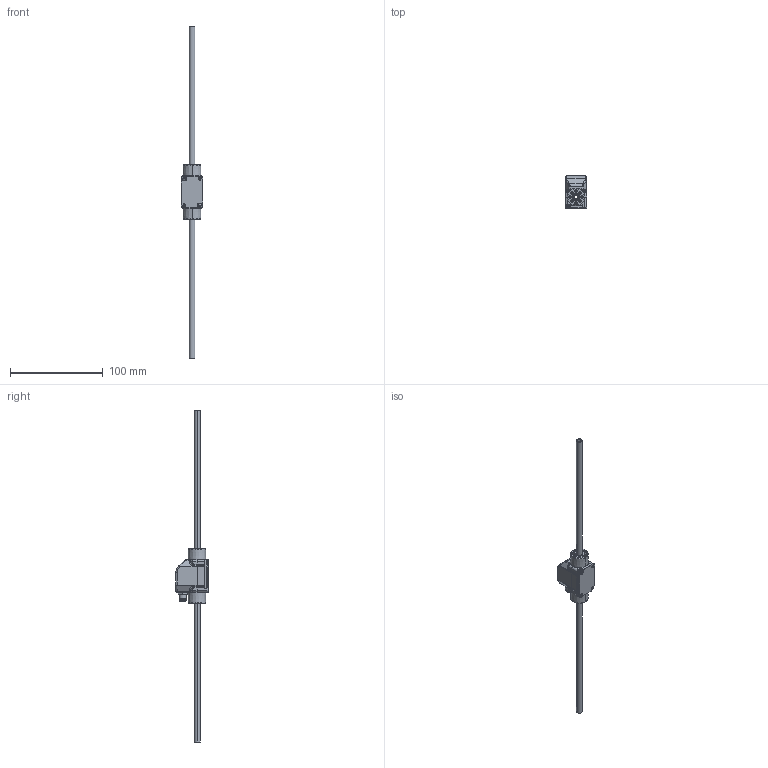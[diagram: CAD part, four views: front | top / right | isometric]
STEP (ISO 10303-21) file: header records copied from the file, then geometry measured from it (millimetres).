
FILE_DESCRIPTION (( 'STEP AP214' ), '1' );
FILE_NAME ('L02-0049-02_Publikationsmodell QT500.step', '2018-08-14T08:04:38', ( 'IT' ), ( '' ), 'SwSTEP 2.0', 'SolidWorks 2017', '' );
FILE_SCHEMA (( 'AUTOMOTIVE_DESIGN' ));
Length unit declared in the file: millimetre
Products named in the file (1): L02-0049-02_Publikationsmodell QT500
Bounding box: 23.15 x 35 x 358 mm (x, y, z)
Volume: 36798.7 mm3; surface area: 18757.8 mm2
Topology: 1 solids, 4 shells, 767 faces, 1864 edges, 1083 vertices
Faces by surface type: cylinder 259, plane 131, bspline 122, torus 116, cone 113, sphere 26
Entity records: 37854 total; most frequent: CARTESIAN_POINT 13190, ORIENTED_EDGE 3602, DIRECTION 3429, EDGE_CURVE 1801, AXIS2_PLACEMENT_3D 1431, VERTEX_POINT 1083, EDGE_LOOP 814, CIRCLE 785
